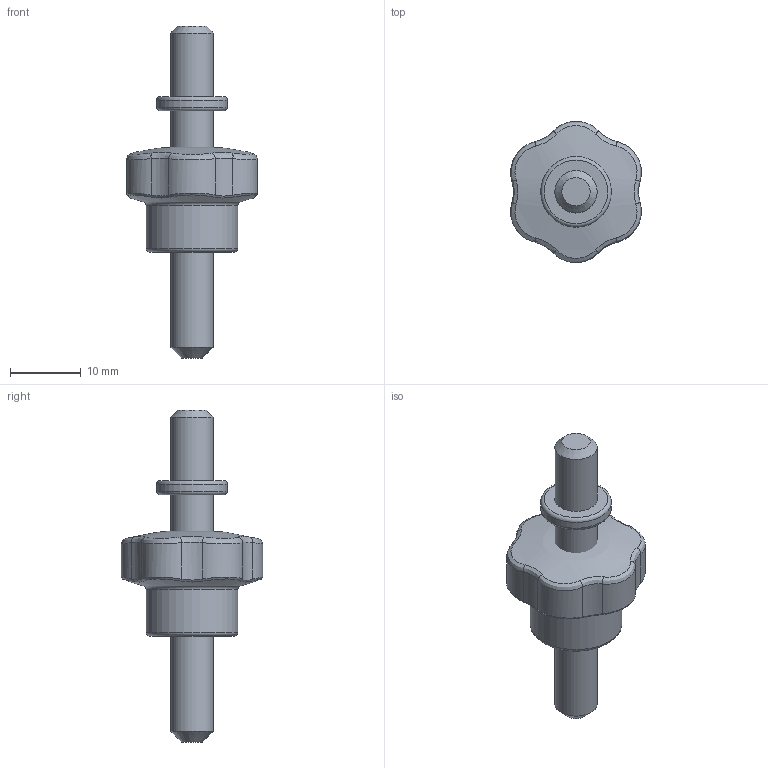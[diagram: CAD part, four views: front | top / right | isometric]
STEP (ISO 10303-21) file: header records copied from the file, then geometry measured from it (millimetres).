
FILE_DESCRIPTION( ( 'Unknown' ), '1' );
FILE_NAME( '6112045_VP20.stp', 'Unknown', ( 'Unknown' ), ( 'Unknown' ), 'XStep 1.0', 'Unknown', ' ' );
FILE_SCHEMA( ( 'CONFIG_CONTROL_DESIGN' ) );
Length unit declared in the file: millimetre
Products named in the file (3): Assem1; VP20_ø10; 1833115
Bounding box: 18.52 x 20 x 47 mm (x, y, z)
Volume: 6685.2 mm3; surface area: 4184.9 mm2
Topology: 4 solids, 4 shells, 114 faces, 238 edges, 138 vertices
Faces by surface type: bspline 50, cylinder 36, plane 14, torus 8, cone 4, sphere 2
Full cylindrical faces by diameter (mm): 6 x6, 10 x4, 13 x2
Entity records: 3215 total; most frequent: CARTESIAN_POINT 2111, ORIENTED_EDGE 204, DIRECTION 154, EDGE_CURVE 102, EDGE_LOOP 74, FACE_OUTER_BOUND 68, VERTEX_POINT 66, AXIS2_PLACEMENT_3D 65
